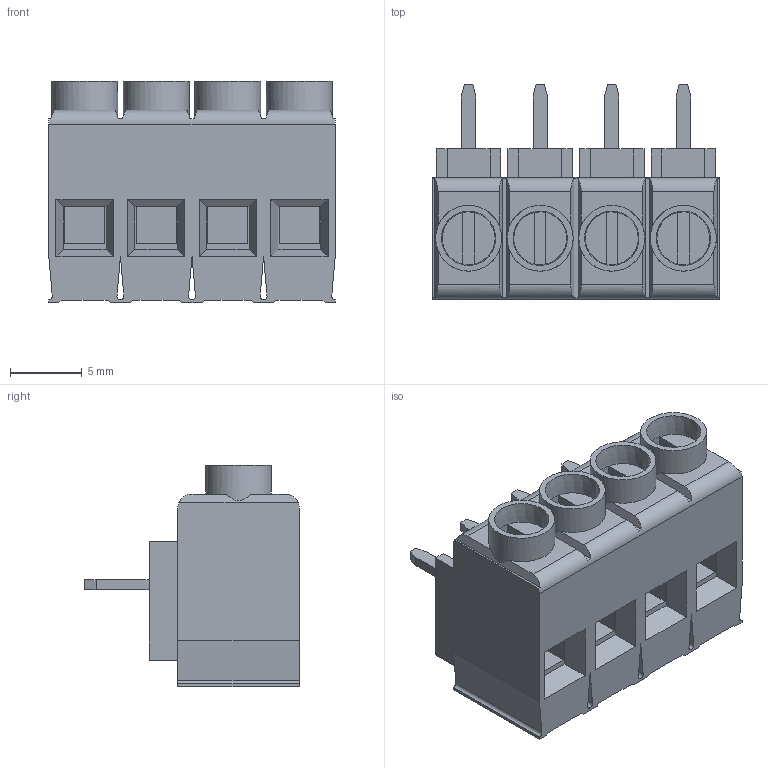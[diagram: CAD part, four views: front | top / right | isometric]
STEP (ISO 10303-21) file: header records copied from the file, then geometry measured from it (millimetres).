
FILE_DESCRIPTION( ( 'Unknown' ), '1' );
FILE_NAME( '691132700004.stp', 'Unknown', ( 'Unknown' ), ( 'Unknown' ), 'PSStep 17.0.49', 'Unknown', ' ' );
FILE_SCHEMA( ( 'AUTOMOTIVE_DESIGN { 1 0 10303 214 1 1 1 1 }' ) );
Length unit declared in the file: millimetre
Products named in the file (1): 1
Bounding box: 20 x 15 x 15.45 mm (x, y, z)
Volume: 2187.6 mm3; surface area: 2170.7 mm2
Topology: 1 solids, 1 shells, 219 faces, 579 edges, 378 vertices
Faces by surface type: plane 192, cylinder 23, cone 4
Full cylindrical faces by diameter (mm): 4.6 x4
Entity records: 8355 total; most frequent: CARTESIAN_POINT 1153, ORIENTED_EDGE 1126, DIRECTION 1089, EDGE_CURVE 563, LINE 477, VECTOR 477, VERTEX_POINT 370, AXIS2_PLACEMENT_3D 306
